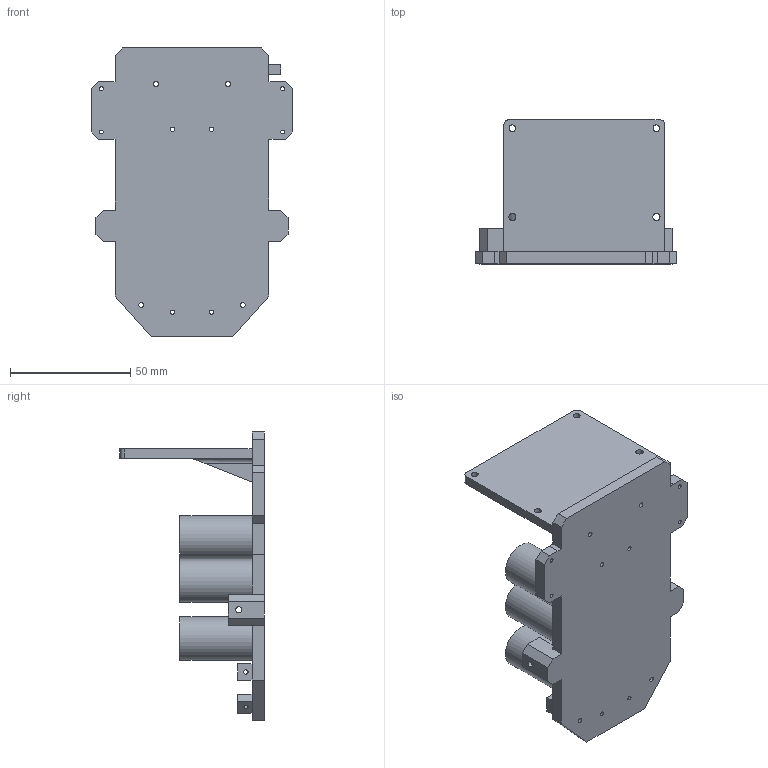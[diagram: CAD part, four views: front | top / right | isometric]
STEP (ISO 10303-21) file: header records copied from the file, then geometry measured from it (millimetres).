
FILE_DESCRIPTION(/* description */ (''),/* implementation_level */ '2;1');
FILE_NAME(/* name */ 'base_plate_v4.step',/* time_stamp */ '2023-09-26T18:48:55+02:00',/* author */ (''),/* organization */ (''),/* preprocessor_version */ 'ST-DEVELOPER v20',/* originating_system */ 'Autodesk Translation Framework v12.14.0.127',/* authorisation */ '');
FILE_SCHEMA (('AUTOMOTIVE_DESIGN { 1 0 10303 214 3 1 1 }'));
Length unit declared in the file: millimetre
Products named in the file (1): FusionComponent
Bounding box: 84 x 60 x 120 mm (x, y, z)
Volume: 58067.8 mm3; surface area: 49445.2 mm2
Topology: 1 solids, 1 shells, 138 faces, 355 edges, 232 vertices
Faces by surface type: plane 93, cylinder 45
Full cylindrical faces by diameter (mm): 1.6 x4, 1.8 x10, 2.05 x4, 2.5 x2, 2.8 x2, 3 x2, 16.35 x6, 18 x2
Entity records: 4314 total; most frequent: DIRECTION 727, CARTESIAN_POINT 726, ORIENTED_EDGE 710, EDGE_CURVE 355, LINE 261, VECTOR 261, AXIS2_PLACEMENT_3D 233, VERTEX_POINT 232
